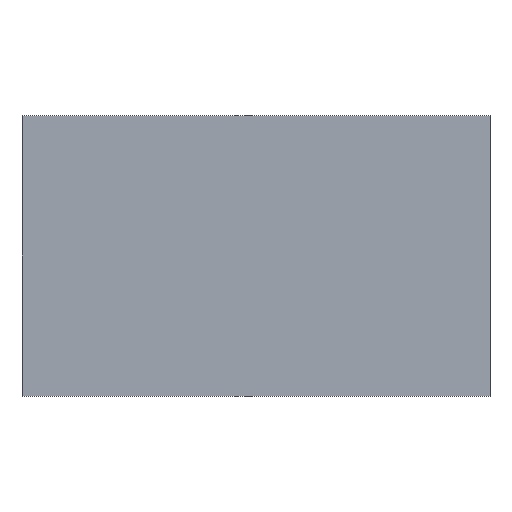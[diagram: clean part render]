
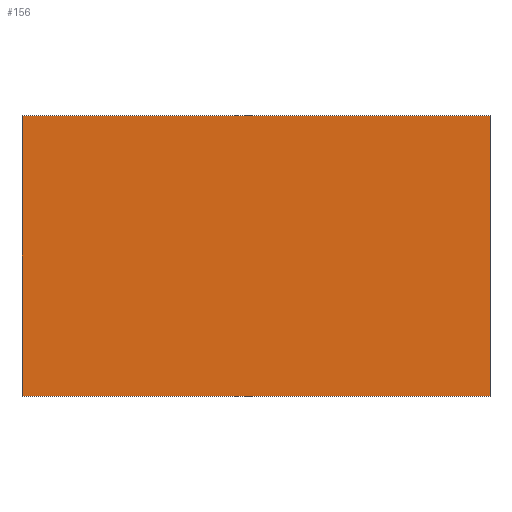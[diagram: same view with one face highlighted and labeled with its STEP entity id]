
A CAD part, front view. The second image highlights one B-rep face of the part: STEP entity #156.
In plain terms, the highlighted planar face has unit normal (0, -1, 0).
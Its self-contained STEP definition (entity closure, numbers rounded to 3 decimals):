
#24=PLANE('',#184);
#34=FACE_OUTER_BOUND('',#46,.T.);
#46=EDGE_LOOP('',(#141,#142,#143,#144));
#53=LINE('',#255,#67);
#56=LINE('',#260,#70);
#58=LINE('',#264,#72);
#60=LINE('',#267,#74);
#67=VECTOR('',#211,10.);
#70=VECTOR('',#216,10.);
#72=VECTOR('',#220,10.);
#74=VECTOR('',#224,10.);
#87=VERTEX_POINT('',#253);
#88=VERTEX_POINT('',#254);
#89=VERTEX_POINT('',#259);
#90=VERTEX_POINT('',#263);
#101=EDGE_CURVE('',#87,#88,#53,.T.);
#104=EDGE_CURVE('',#89,#87,#56,.T.);
#106=EDGE_CURVE('',#90,#89,#58,.T.);
#108=EDGE_CURVE('',#88,#90,#60,.T.);
#141=ORIENTED_EDGE('',*,*,#108,.F.);
#142=ORIENTED_EDGE('',*,*,#101,.F.);
#143=ORIENTED_EDGE('',*,*,#104,.F.);
#144=ORIENTED_EDGE('',*,*,#106,.F.);
#156=ADVANCED_FACE('',(#34),#24,.F.);
#184=AXIS2_PLACEMENT_3D('',#269,#227,#228);
#211=DIRECTION('',(-1.,0.,0.));
#216=DIRECTION('',(0.,0.,-1.));
#220=DIRECTION('',(1.,0.,0.));
#224=DIRECTION('',(0.,0.,1.));
#227=DIRECTION('center_axis',(0.,1.,0.));
#228=DIRECTION('ref_axis',(1.,0.,0.));
#253=CARTESIAN_POINT('',(50.,0.,-30.));
#254=CARTESIAN_POINT('',(0.,0.,-30.));
#255=CARTESIAN_POINT('',(50.,0.,-30.));
#259=CARTESIAN_POINT('',(50.,0.,0.));
#260=CARTESIAN_POINT('',(50.,0.,0.));
#263=CARTESIAN_POINT('',(0.,0.,0.));
#264=CARTESIAN_POINT('',(0.,0.,0.));
#267=CARTESIAN_POINT('',(0.,0.,-30.));
#269=CARTESIAN_POINT('Origin',(25.,0.,-15.));
